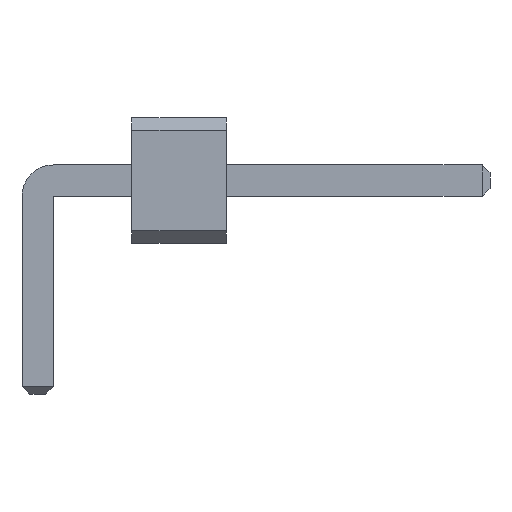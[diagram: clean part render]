
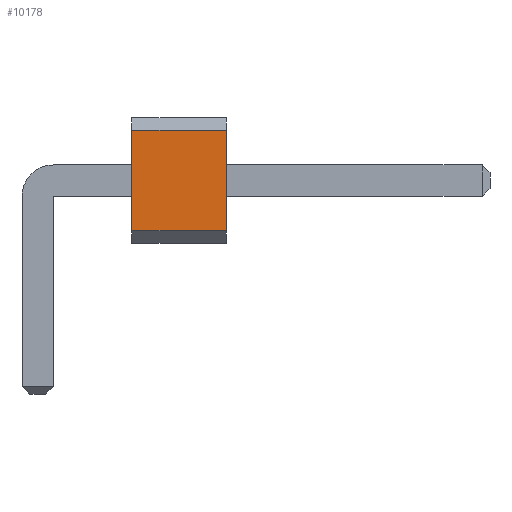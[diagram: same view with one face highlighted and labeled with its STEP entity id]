
A CAD part, front view. The second image highlights one B-rep face of the part: STEP entity #10178.
In plain terms, the highlighted planar face has unit normal (0, -1, 0).
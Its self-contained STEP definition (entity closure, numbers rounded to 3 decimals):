
#1030 = VERTEX_POINT('',#1031);
#1031 = CARTESIAN_POINT('',(1.5,-75.,1.8));
#1037 = EDGE_CURVE('',#1038,#1030,#1040,.T.);
#1038 = VERTEX_POINT('',#1039);
#1039 = CARTESIAN_POINT('',(1.5,-75.,0.2));
#1040 = LINE('',#1041,#1042);
#1041 = CARTESIAN_POINT('',(1.5,-75.,0.2));
#1042 = VECTOR('',#1043,1.);
#1043 = DIRECTION('',(0.,0.,1.));
#4147 = VERTEX_POINT('',#4148);
#4148 = CARTESIAN_POINT('',(3.,-75.,1.8));
#4154 = EDGE_CURVE('',#4155,#4147,#4157,.T.);
#4155 = VERTEX_POINT('',#4156);
#4156 = CARTESIAN_POINT('',(3.,-75.,0.2));
#4157 = LINE('',#4158,#4159);
#4158 = CARTESIAN_POINT('',(3.,-75.,0.2));
#4159 = VECTOR('',#4160,1.);
#4160 = DIRECTION('',(0.,0.,1.));
#10150 = EDGE_CURVE('',#1038,#4155,#10151,.T.);
#10151 = LINE('',#10152,#10153);
#10152 = CARTESIAN_POINT('',(1.5,-75.,0.2));
#10153 = VECTOR('',#10154,1.);
#10154 = DIRECTION('',(1.,0.,0.));
#10178 = ADVANCED_FACE('',(#10179),#10190,.T.);
#10179 = FACE_BOUND('',#10180,.T.);
#10180 = EDGE_LOOP('',(#10181,#10182,#10183,#10189));
#10181 = ORIENTED_EDGE('',*,*,#10150,.T.);
#10182 = ORIENTED_EDGE('',*,*,#4154,.T.);
#10183 = ORIENTED_EDGE('',*,*,#10184,.F.);
#10184 = EDGE_CURVE('',#1030,#4147,#10185,.T.);
#10185 = LINE('',#10186,#10187);
#10186 = CARTESIAN_POINT('',(1.5,-75.,1.8));
#10187 = VECTOR('',#10188,1.);
#10188 = DIRECTION('',(1.,0.,0.));
#10189 = ORIENTED_EDGE('',*,*,#1037,.F.);
#10190 = PLANE('',#10191);
#10191 = AXIS2_PLACEMENT_3D('',#10192,#10193,#10194);
#10192 = CARTESIAN_POINT('',(1.5,-75.,0.2));
#10193 = DIRECTION('',(0.,-1.,0.));
#10194 = DIRECTION('',(0.,0.,1.));
